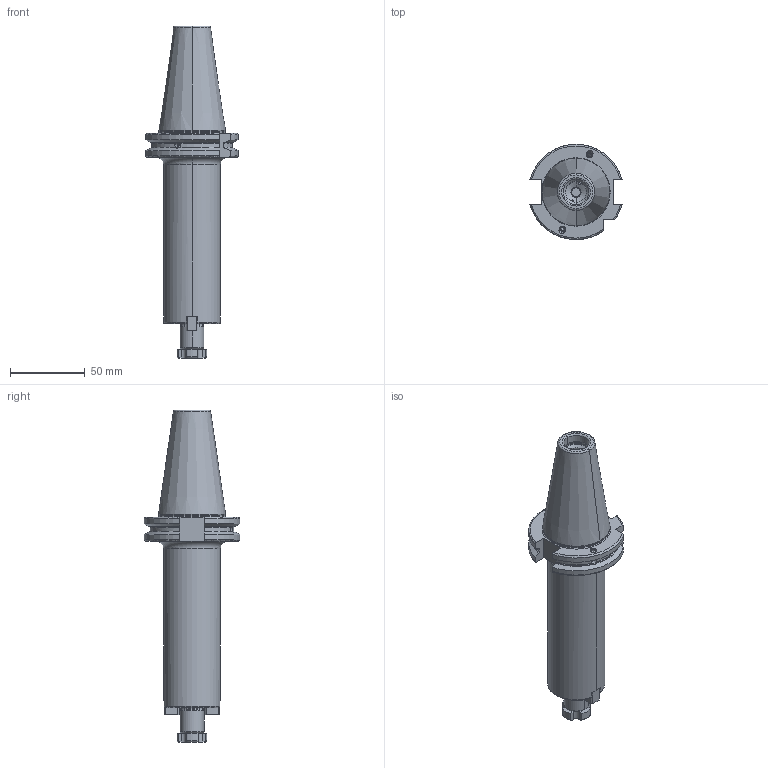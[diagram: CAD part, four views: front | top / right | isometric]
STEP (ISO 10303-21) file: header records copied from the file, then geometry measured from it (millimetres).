
FILE_DESCRIPTION((''),'2;1');
FILE_NAME('403_11_16_130','2021-03-29T',('103090'),(''),'CREO PARAMETRIC BY PTC INC, 2016260','CREO PARAMETRIC BY PTC INC, 2016260','');
FILE_SCHEMA(('CONFIG_CONTROL_DESIGN'));
Length unit declared in the file: millimetre
Products named in the file (1): 403_11_16_130
Bounding box: 61.48 x 63.54 x 221.4 mm (x, y, z)
Volume: 214644.9 mm3; surface area: 41931.6 mm2
Topology: 1 solids, 5 shells, 303 faces, 774 edges, 487 vertices
Faces by surface type: plane 112, cylinder 85, cone 58, torus 48
Entity records: 9923 total; most frequent: CARTESIAN_POINT 2527, DIRECTION 1572, ORIENTED_EDGE 1530, EDGE_CURVE 765, AXIS2_PLACEMENT_3D 608, VERTEX_POINT 481, VECTOR 356, LINE 356
